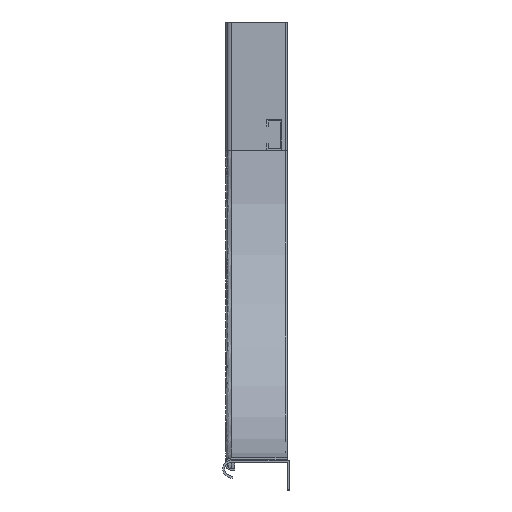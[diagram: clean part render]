
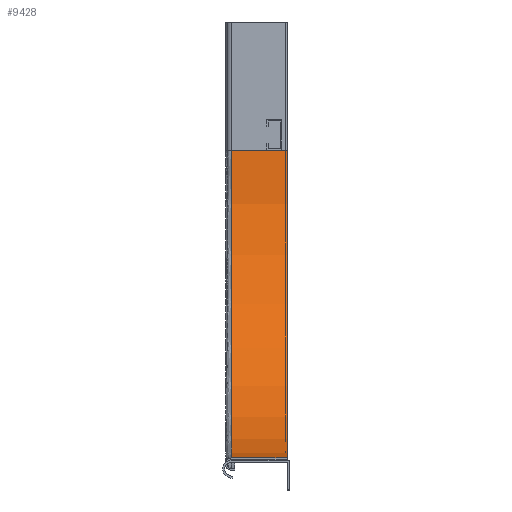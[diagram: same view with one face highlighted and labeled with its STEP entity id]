
A CAD part, left-side view. The second image highlights one B-rep face of the part: STEP entity #9428.
In plain terms, the highlighted cylindrical face has radius 300 mm (diameter 600 mm), a partial arc.
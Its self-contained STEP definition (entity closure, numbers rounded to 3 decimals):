
#218 = CARTESIAN_POINT ( 'NONE',  ( 0., 0., -125. ) ) ;
#1020 = CARTESIAN_POINT ( 'NONE',  ( 300., 0., -425. ) ) ;
#1137 = LINE ( 'NONE', #13919, #7005 ) ;
#1905 = EDGE_CURVE ( 'NONE', #9582, #7524, #1137, .T. ) ;
#2323 = EDGE_LOOP ( 'NONE', ( #3138, #7881, #9410, #12925 ) ) ;
#2845 = CYLINDRICAL_SURFACE ( 'NONE', #15780, 300. ) ;
#3138 = ORIENTED_EDGE ( 'NONE', *, *, #14789, .F. ) ;
#4061 = DIRECTION ( 'NONE',  ( 0., 1., 0. ) ) ;
#4072 = CARTESIAN_POINT ( 'NONE',  ( 300., 0., -125. ) ) ;
#4133 = DIRECTION ( 'NONE',  ( 0., 0., -1. ) ) ;
#4730 = FACE_OUTER_BOUND ( 'NONE', #2323, .T. ) ;
#4890 = VERTEX_POINT ( 'NONE', #218 ) ;
#6251 = CARTESIAN_POINT ( 'NONE',  ( 300., 54., -125. ) ) ;
#7005 = VECTOR ( 'NONE', #13947, 1000. ) ;
#7524 = VERTEX_POINT ( 'NONE', #1020 ) ;
#7779 = DIRECTION ( 'NONE',  ( 0., 0., -1. ) ) ;
#7881 = ORIENTED_EDGE ( 'NONE', *, *, #1905, .F. ) ;
#9410 = ORIENTED_EDGE ( 'NONE', *, *, #11077, .F. ) ;
#9428 = ADVANCED_FACE ( 'NONE', ( #4730 ), #2845, .F. ) ;
#9582 = VERTEX_POINT ( 'NONE', #15107 ) ;
#9967 = VERTEX_POINT ( 'NONE', #12132 ) ;
#10188 = CIRCLE ( 'NONE', #14653, 300. ) ;
#10240 = LINE ( 'NONE', #15911, #17903 ) ;
#11077 = EDGE_CURVE ( 'NONE', #9967, #9582, #19364, .T. ) ;
#11286 = EDGE_CURVE ( 'NONE', #4890, #9967, #10240, .T. ) ;
#11612 = DIRECTION ( 'NONE',  ( 0., -1., 0. ) ) ;
#12132 = CARTESIAN_POINT ( 'NONE',  ( 0., 54., -125. ) ) ;
#12925 = ORIENTED_EDGE ( 'NONE', *, *, #11286, .F. ) ;
#13192 = CARTESIAN_POINT ( 'NONE',  ( 300., 0., -125. ) ) ;
#13591 = AXIS2_PLACEMENT_3D ( 'NONE', #6251, #16913, #7779 ) ;
#13919 = CARTESIAN_POINT ( 'NONE',  ( 300., 0., -425. ) ) ;
#13947 = DIRECTION ( 'NONE',  ( 0., -1., 0. ) ) ;
#14653 = AXIS2_PLACEMENT_3D ( 'NONE', #13192, #4061, #14715 ) ;
#14715 = DIRECTION ( 'NONE',  ( 0., 0., -1. ) ) ;
#14789 = EDGE_CURVE ( 'NONE', #7524, #4890, #10188, .T. ) ;
#15107 = CARTESIAN_POINT ( 'NONE',  ( 300., 54., -425. ) ) ;
#15780 = AXIS2_PLACEMENT_3D ( 'NONE', #4072, #11612, #4133 ) ;
#15911 = CARTESIAN_POINT ( 'NONE',  ( 0., 0., -125. ) ) ;
#16913 = DIRECTION ( 'NONE',  ( 0., -1., 0. ) ) ;
#17420 = DIRECTION ( 'NONE',  ( 0., 1., 0. ) ) ;
#17903 = VECTOR ( 'NONE', #17420, 1000. ) ;
#19364 = CIRCLE ( 'NONE', #13591, 300. ) ;
